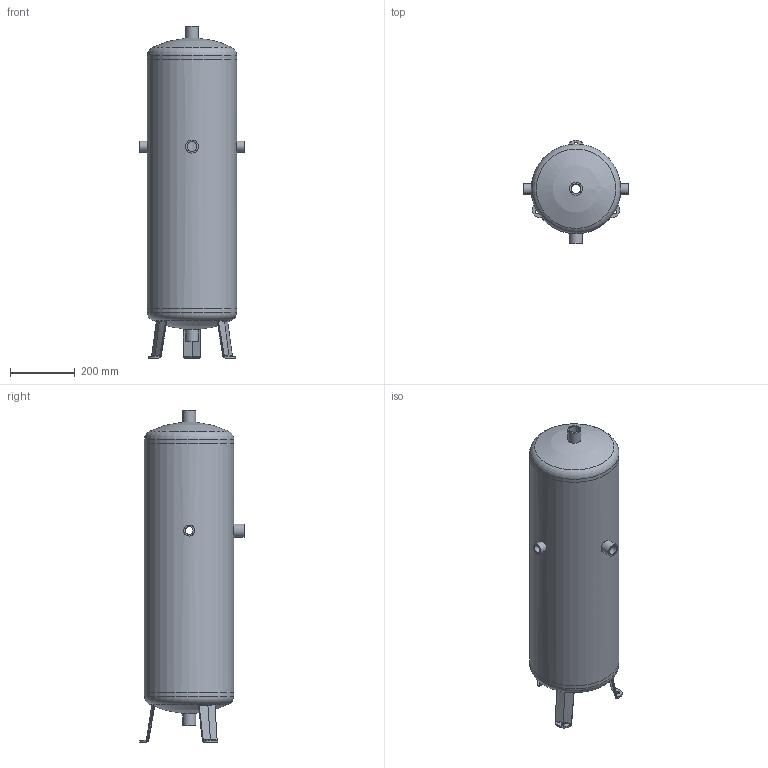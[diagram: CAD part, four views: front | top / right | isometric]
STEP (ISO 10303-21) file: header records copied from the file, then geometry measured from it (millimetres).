
FILE_DESCRIPTION(/* description */ ('','CAx-IF Rec.Pracs.---Representation and Presentation of Product Manufacturing Information (PMI)---3.8---2014-02-18'),/* implementation_level */ '2;1');
FILE_NAME(/* name */ 'MB 030603-1.50.stp',/* time_stamp */ '2022-05-12T09:27:05+02:00',/* author */ ('Marco Ebener'),/* organization */ (''),/* preprocessor_version */ 'ST-DEVELOPER v16.1',/* originating_system */ 'Autodesk Inventor 2016',/* authorisation */ '');
FILE_SCHEMA (('AP242_MANAGED_MODEL_BASED_3D_ENGINEERING_MIM_LF { 1 0 10303 442 1 1 4 }'));
Length unit declared in the file: millimetre
Products named in the file (7): Boden unten; Standardmuffe - G 1; Behälterfuß; Mantel; Standardmuffe - G 3_4; Boden oben; MB 030603-1.50
Assembly tree (11 placements, depth 2):
  MB 030603-1.50
    Boden unten
    Standardmuffe - G 1  x3
    Behälterfuß  x3
    Mantel
    Standardmuffe - G 3_4  x2
    Boden oben
Bounding box: 325.86 x 321.33 x 1025.26 mm (x, y, z)
Volume: 4265945.7 mm3; surface area: 1739050.5 mm2
Topology: 11 solids, 11 shells, 100 faces, 228 edges, 146 vertices
Faces by surface type: cylinder 33, bspline 30, plane 26, sphere 7, torus 4
Full cylindrical faces by diameter (mm): 10 x3, 24.117 x2, 30.291 x3, 33.7 x4, 40 x6, 266 x3, 276 x3
Entity records: 2023 total; most frequent: CARTESIAN_POINT 889, DIRECTION 210, ORIENTED_EDGE 158, AXIS2_PLACEMENT_3D 97, EDGE_LOOP 90, EDGE_CURVE 79, VERTEX_POINT 63, FACE_OUTER_BOUND 50
